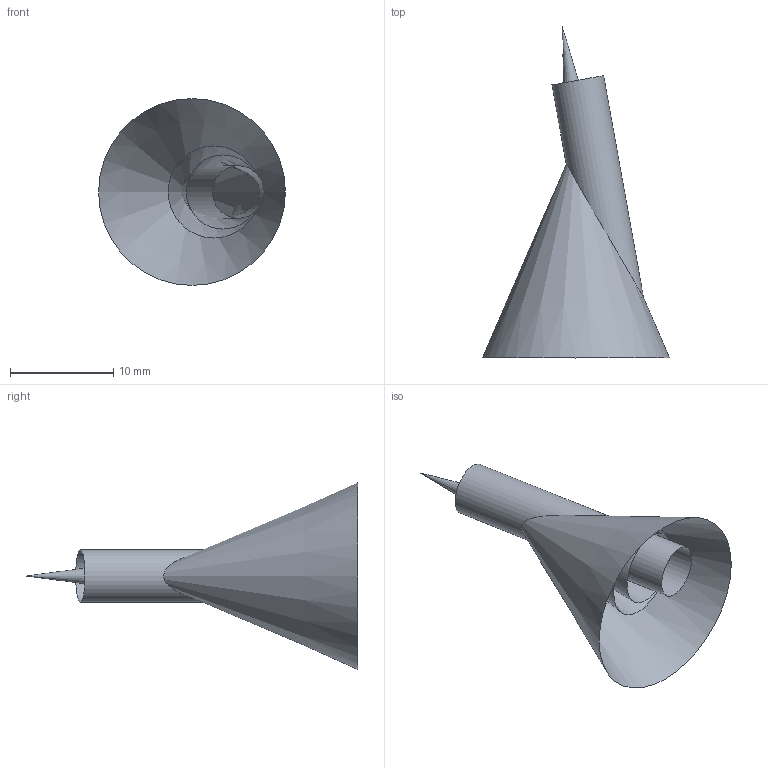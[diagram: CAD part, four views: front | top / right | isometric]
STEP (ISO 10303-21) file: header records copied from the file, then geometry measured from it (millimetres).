
FILE_DESCRIPTION(/* description */ (''),/* implementation_level */ '2;1');
FILE_NAME(/* name */ 'Kegelschar-WH-20140221.stp',/* time_stamp */ '2014-02-21T16:27:23+01:00',/* author */ ('Walter'),/* organization */ ('Das Entwicklungsbüro'),/* preprocessor_version */ 'ST-DEVELOPER v15.2',/* originating_system */ 'Autodesk Inventor 2014',/* authorisation */ '');
FILE_SCHEMA (('CONFIG_CONTROL_DESIGN'));
Length unit declared in the file: millimetre
Products named in the file (1): Kegelschar-WH-20140221
Bounding box: 18.11 x 32.16 x 18.11 mm (x, y, z)
Surface area: 1639.1 mm2 (no closed solid volume)
Topology: 0 solids, 4 shells, 6 faces, 17 edges, 13 vertices
Faces by surface type: cone 5, cylinder 1
Full cylindrical faces by diameter (mm): 5.08 x1
Entity records: 173 total; most frequent: DIRECTION 32, CARTESIAN_POINT 26, AXIS2_PLACEMENT_3D 15, ORIENTED_EDGE 9, EDGE_LOOP 7, EDGE_CURVE 7, FACE_OUTER_BOUND 6, ADVANCED_FACE 6
